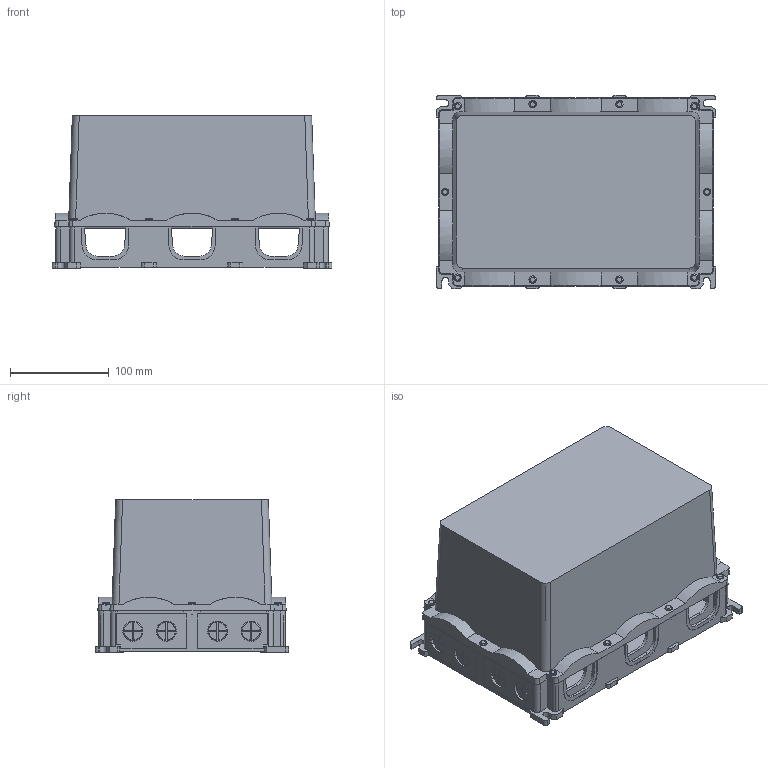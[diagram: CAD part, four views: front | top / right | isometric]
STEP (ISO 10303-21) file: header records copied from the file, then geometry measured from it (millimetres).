
FILE_DESCRIPTION(('CATIA V5 STEP Exchange','CAx-IF Rec.Pracs.--- Model Styling and Organization---1.5--- 2016-08-15','CAx-IF Rec.Pracs.---Supplemental Geometry---1.0---2011-11-01','CAx-IF Rec.Pracs.--- Composite Materials ---1.1---2010-07-15'),'2;1');
FILE_NAME ('D1408202_3', '2025-08-20T14:24:23+00:00', ('none'), ('Weidmueller'), 'CATIA Version 5-6 Release 2024 SP4', 'CATIA V5 STEP AP214 v3', 'none');
FILE_SCHEMA(('AUTOMOTIVE_DESIGN { 1 0 10303 214 1 1 1 1 }'));
Products named in the file (1): S3D_FP-ENC-XXX
Bounding box: 284 x 196 x 155 mm (x, y, z)
Volume: 784247.2 mm3; surface area: 537485 mm2
Topology: 3 solids, 3 shells, 2197 faces, 5508 edges, 3436 vertices
Faces by surface type: plane 1013, cylinder 708, cone 222, torus 174, bspline 56, sphere 24
Entity records: 63291 total; most frequent: CARTESIAN_POINT 14876, ORIENTED_EDGE 10968, DIRECTION 7352, EDGE_CURVE 5484, VERTEX_POINT 3436, VECTOR 3180, LINE 3180, AXIS2_PLACEMENT_3D 2959
